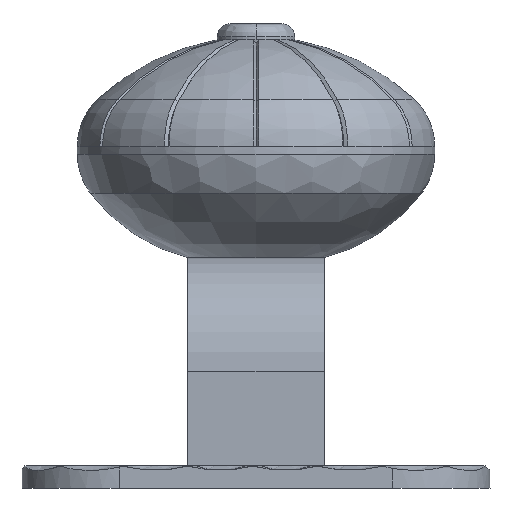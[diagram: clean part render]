
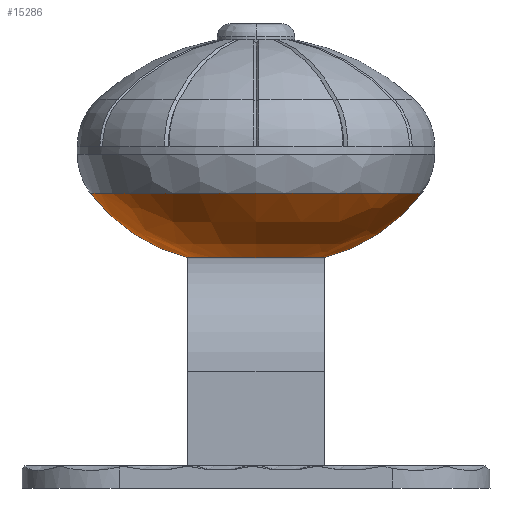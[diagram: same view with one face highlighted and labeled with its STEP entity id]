
A CAD part, left-side view. The second image highlights one B-rep face of the part: STEP entity #15286.
In plain terms, the highlighted free-form (B-spline) face has degree [3, 3] with [4, 4] control points.
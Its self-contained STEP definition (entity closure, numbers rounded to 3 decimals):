
#107 = DIRECTION ( 'NONE',  ( 0., 1., 0. ) ) ;
#144 = AXIS2_PLACEMENT_3D ( 'NONE', #265, #158, #107 ) ;
#158 = DIRECTION ( 'NONE',  ( 0., 0., -1. ) ) ;
#265 = CARTESIAN_POINT ( 'NONE',  ( 55., 0., 45.403 ) ) ;
#655 = CARTESIAN_POINT ( 'NONE',  ( 34., -10.5, 35.5 ) ) ;
#749 = CARTESIAN_POINT ( 'NONE',  ( 21.932, -16.534, 37.011 ) ) ;
#824 = EDGE_LOOP ( 'NONE', ( #7030, #12797, #12142, #4765 ) ) ;
#1207 = EDGE_CURVE ( 'NONE', #12169, #2176, #3628, .T. ) ;
#1987 = CARTESIAN_POINT ( 'NONE',  ( 55., 16.534, 37.011 ) ) ;
#2115 = CIRCLE ( 'NONE', #15322, 27. ) ;
#2176 = VERTEX_POINT ( 'NONE', #6082 ) ;
#2193 = CIRCLE ( 'NONE', #144, 25.475 ) ;
#2678 = EDGE_CURVE ( 'NONE', #12169, #9303, #9630, .T. ) ;
#3032 = CARTESIAN_POINT ( 'NONE',  ( 55., 10.5, 35.5 ) ) ;
#3218 = CARTESIAN_POINT ( 'NONE',  ( 11.554, -21.723, 40.442 ) ) ;
#3238 = FACE_OUTER_BOUND ( 'NONE', #824, .T. ) ;
#3396 = CARTESIAN_POINT ( 'NONE',  ( 55., 25.475, 45.403 ) ) ;
#3460 = DIRECTION ( 'NONE',  ( -1., 0., 0. ) ) ;
#3628 = CIRCLE ( 'NONE', #4017, 10.5 ) ;
#4017 = AXIS2_PLACEMENT_3D ( 'NONE', #8737, #8685, #8538 ) ;
#4418 = CARTESIAN_POINT ( 'NONE',  ( 55., 21.723, 40.442 ) ) ;
#4627 = EDGE_CURVE ( 'NONE', #9550, #9303, #2193, .T. ) ;
#4765 = ORIENTED_EDGE ( 'NONE', *, *, #2678, .F. ) ;
#5570 = CARTESIAN_POINT ( 'NONE',  ( 55., -10.5, 35.5 ) ) ;
#5618 = CARTESIAN_POINT ( 'NONE',  ( 4.049, -25.475, 45.403 ) ) ;
#6082 = CARTESIAN_POINT ( 'NONE',  ( 55., -10.5, 35.5 ) ) ;
#6159 = CARTESIAN_POINT ( 'NONE',  ( 55., -25.475, 45.403 ) ) ;
#6793 = CARTESIAN_POINT ( 'NONE',  ( 34., 10.5, 35.5 ) ) ;
#6839 = CARTESIAN_POINT ( 'NONE',  ( 55., 25.475, 45.403 ) ) ;
#7030 = ORIENTED_EDGE ( 'NONE', *, *, #1207, .T. ) ;
#8021 = CARTESIAN_POINT ( 'NONE',  ( 55., -16.534, 37.011 ) ) ;
#8538 = DIRECTION ( 'NONE',  ( 0., 1., 0. ) ) ;
#8685 = DIRECTION ( 'NONE',  ( 0., 0., 1. ) ) ;
#8737 = CARTESIAN_POINT ( 'NONE',  ( 55., 0., 35.5 ) ) ;
#9246 = CARTESIAN_POINT ( 'NONE',  ( 21.932, 16.534, 37.011 ) ) ;
#9303 = VERTEX_POINT ( 'NONE', #3396 ) ;
#9550 = VERTEX_POINT ( 'NONE', #6159 ) ;
#9630 = CIRCLE ( 'NONE', #13026, 27. ) ;
#10451 = CARTESIAN_POINT ( 'NONE',  ( 55., -21.723, 40.442 ) ) ;
#10706 = CARTESIAN_POINT ( 'NONE',  ( 55., -3.942, 61.691 ) ) ;
#11665 = CARTESIAN_POINT ( 'NONE',  ( 11.554, 21.723, 40.442 ) ) ;
#11743 =( BOUNDED_SURFACE ( )  B_SPLINE_SURFACE ( 3, 3, ( 
 ( #5570, #655, #6793, #15597 ),
 ( #8021, #749, #9246, #1987 ),
 ( #10451, #3218, #11665, #4418 ),
 ( #12954, #5618, #14321, #6839 ) ),
 .UNSPECIFIED., .F., .F., .F. ) 
 B_SPLINE_SURFACE_WITH_KNOTS ( ( 4, 4 ),
 ( 4, 4 ),
 ( 0., 1. ),
 ( 0., 1. ),
 .UNSPECIFIED. ) 
 GEOMETRIC_REPRESENTATION_ITEM ( )  RATIONAL_B_SPLINE_SURFACE ( (
 ( 1., 0.333, 0.333, 1.),
 ( 0.962, 0.321, 0.321, 0.962),
 ( 0.962, 0.321, 0.321, 0.962),
 ( 1., 0.333, 0.333, 1.) ) ) 
 REPRESENTATION_ITEM ( '' )  SURFACE ( )  );
#11918 = DIRECTION ( 'NONE',  ( 0., -1., 0. ) ) ;
#12142 = ORIENTED_EDGE ( 'NONE', *, *, #4627, .T. ) ;
#12169 = VERTEX_POINT ( 'NONE', #3032 ) ;
#12797 = ORIENTED_EDGE ( 'NONE', *, *, #14299, .T. ) ;
#12954 = CARTESIAN_POINT ( 'NONE',  ( 55., -25.475, 45.403 ) ) ;
#13026 = AXIS2_PLACEMENT_3D ( 'NONE', #14854, #14803, #14691 ) ;
#14299 = EDGE_CURVE ( 'NONE', #2176, #9550, #2115, .T. ) ;
#14321 = CARTESIAN_POINT ( 'NONE',  ( 4.049, 25.475, 45.403 ) ) ;
#14691 = DIRECTION ( 'NONE',  ( 0., 1., 0. ) ) ;
#14803 = DIRECTION ( 'NONE',  ( 1., 0., 0. ) ) ;
#14854 = CARTESIAN_POINT ( 'NONE',  ( 55., 3.942, 61.691 ) ) ;
#15286 = ADVANCED_FACE ( 'NONE', ( #3238 ), #11743, .T. ) ;
#15322 = AXIS2_PLACEMENT_3D ( 'NONE', #10706, #3460, #11918 ) ;
#15597 = CARTESIAN_POINT ( 'NONE',  ( 55., 10.5, 35.5 ) ) ;
